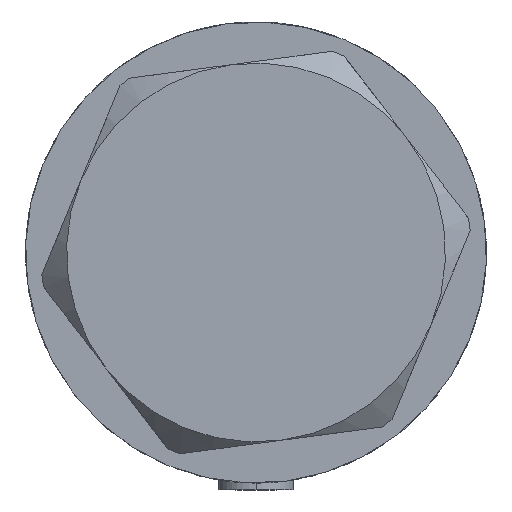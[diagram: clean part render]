
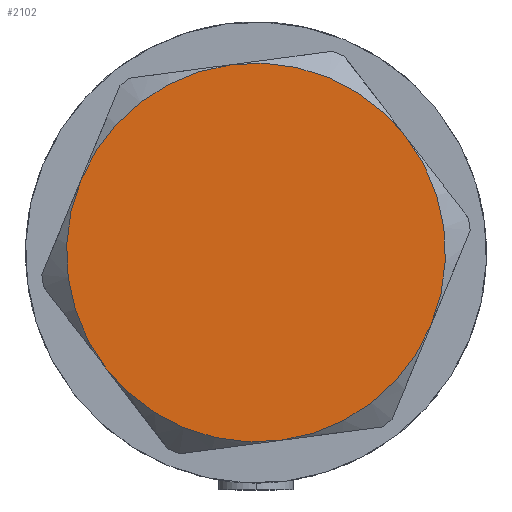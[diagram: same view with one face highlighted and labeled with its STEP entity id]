
A CAD part, left-side view. The second image highlights one B-rep face of the part: STEP entity #2102.
In plain terms, the highlighted face is planar.
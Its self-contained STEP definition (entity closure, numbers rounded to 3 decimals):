
#64 = DIRECTION ( 'NONE',  ( 1., 0., 0. ) ) ;
#158 = DIRECTION ( 'NONE',  ( 0., 0., 1. ) ) ;
#438 = DIRECTION ( 'NONE',  ( 0., 0., 1. ) ) ;
#459 = CIRCLE ( 'NONE', #2405, 30. ) ;
#465 = AXIS2_PLACEMENT_3D ( 'NONE', #1585, #1249, #3406 ) ;
#478 = EDGE_CURVE ( 'NONE', #2377, #4622, #459, .T. ) ;
#660 = ORIENTED_EDGE ( 'NONE', *, *, #478, .T. ) ;
#688 = EDGE_CURVE ( 'NONE', #2009, #1073, #2176, .T. ) ;
#691 = DIRECTION ( 'NONE',  ( 0., 0., 1. ) ) ;
#727 = AXIS2_PLACEMENT_3D ( 'NONE', #2320, #3030, #64 ) ;
#807 = CARTESIAN_POINT ( 'NONE',  ( 30., 0., 14.5 ) ) ;
#869 = CIRCLE ( 'NONE', #2277, 30. ) ;
#927 = EDGE_CURVE ( 'NONE', #1900, #2009, #3654, .T. ) ;
#1021 = EDGE_CURVE ( 'NONE', #1573, #2377, #2180, .T. ) ;
#1048 = CARTESIAN_POINT ( 'NONE',  ( -15., 25.981, 14.5 ) ) ;
#1073 = VERTEX_POINT ( 'NONE', #4199 ) ;
#1249 = DIRECTION ( 'NONE',  ( 0., 0., 1. ) ) ;
#1263 = CIRCLE ( 'NONE', #727, 30. ) ;
#1553 = CARTESIAN_POINT ( 'NONE',  ( 15., -25.981, 14.5 ) ) ;
#1573 = VERTEX_POINT ( 'NONE', #1553 ) ;
#1585 = CARTESIAN_POINT ( 'NONE',  ( 0., 0., 14.5 ) ) ;
#1632 = CARTESIAN_POINT ( 'NONE',  ( 0., 0., 14.5 ) ) ;
#1900 = VERTEX_POINT ( 'NONE', #1048 ) ;
#1975 = DIRECTION ( 'NONE',  ( 1., 0., 0. ) ) ;
#2009 = VERTEX_POINT ( 'NONE', #4523 ) ;
#2071 = ORIENTED_EDGE ( 'NONE', *, *, #4313, .T. ) ;
#2102 = ADVANCED_FACE ( 'NONE', ( #3414 ), #3899, .T. ) ;
#2176 = CIRCLE ( 'NONE', #3109, 30. ) ;
#2179 = DIRECTION ( 'NONE',  ( 1., 0., 0. ) ) ;
#2180 = CIRCLE ( 'NONE', #465, 30. ) ;
#2277 = AXIS2_PLACEMENT_3D ( 'NONE', #2781, #3892, #4067 ) ;
#2320 = CARTESIAN_POINT ( 'NONE',  ( 0., 0., 14.5 ) ) ;
#2377 = VERTEX_POINT ( 'NONE', #807 ) ;
#2405 = AXIS2_PLACEMENT_3D ( 'NONE', #4453, #691, #2179 ) ;
#2781 = CARTESIAN_POINT ( 'NONE',  ( 0., 0., 14.5 ) ) ;
#2927 = ORIENTED_EDGE ( 'NONE', *, *, #927, .T. ) ;
#3030 = DIRECTION ( 'NONE',  ( 0., 0., 1. ) ) ;
#3109 = AXIS2_PLACEMENT_3D ( 'NONE', #4612, #4325, #3961 ) ;
#3290 = EDGE_CURVE ( 'NONE', #4622, #1900, #869, .T. ) ;
#3406 = DIRECTION ( 'NONE',  ( 1., 0., 0. ) ) ;
#3414 = FACE_OUTER_BOUND ( 'NONE', #4718, .T. ) ;
#3425 = AXIS2_PLACEMENT_3D ( 'NONE', #3870, #158, #4257 ) ;
#3607 = ORIENTED_EDGE ( 'NONE', *, *, #3290, .T. ) ;
#3645 = ORIENTED_EDGE ( 'NONE', *, *, #1021, .T. ) ;
#3654 = CIRCLE ( 'NONE', #4341, 30. ) ;
#3835 = ORIENTED_EDGE ( 'NONE', *, *, #688, .T. ) ;
#3870 = CARTESIAN_POINT ( 'NONE',  ( 0., 0., 14.5 ) ) ;
#3892 = DIRECTION ( 'NONE',  ( 0., 0., 1. ) ) ;
#3899 = PLANE ( 'NONE',  #3425 ) ;
#3961 = DIRECTION ( 'NONE',  ( 1., 0., 0. ) ) ;
#4067 = DIRECTION ( 'NONE',  ( 1., 0., 0. ) ) ;
#4199 = CARTESIAN_POINT ( 'NONE',  ( -15., -25.981, 14.5 ) ) ;
#4257 = DIRECTION ( 'NONE',  ( 1., 0., 0. ) ) ;
#4313 = EDGE_CURVE ( 'NONE', #1073, #1573, #1263, .T. ) ;
#4325 = DIRECTION ( 'NONE',  ( 0., 0., 1. ) ) ;
#4327 = CARTESIAN_POINT ( 'NONE',  ( 15., 25.981, 14.5 ) ) ;
#4341 = AXIS2_PLACEMENT_3D ( 'NONE', #1632, #438, #1975 ) ;
#4453 = CARTESIAN_POINT ( 'NONE',  ( 0., 0., 14.5 ) ) ;
#4523 = CARTESIAN_POINT ( 'NONE',  ( -30., 0., 14.5 ) ) ;
#4612 = CARTESIAN_POINT ( 'NONE',  ( 0., 0., 14.5 ) ) ;
#4622 = VERTEX_POINT ( 'NONE', #4327 ) ;
#4718 = EDGE_LOOP ( 'NONE', ( #3645, #660, #3607, #2927, #3835, #2071 ) ) ;
